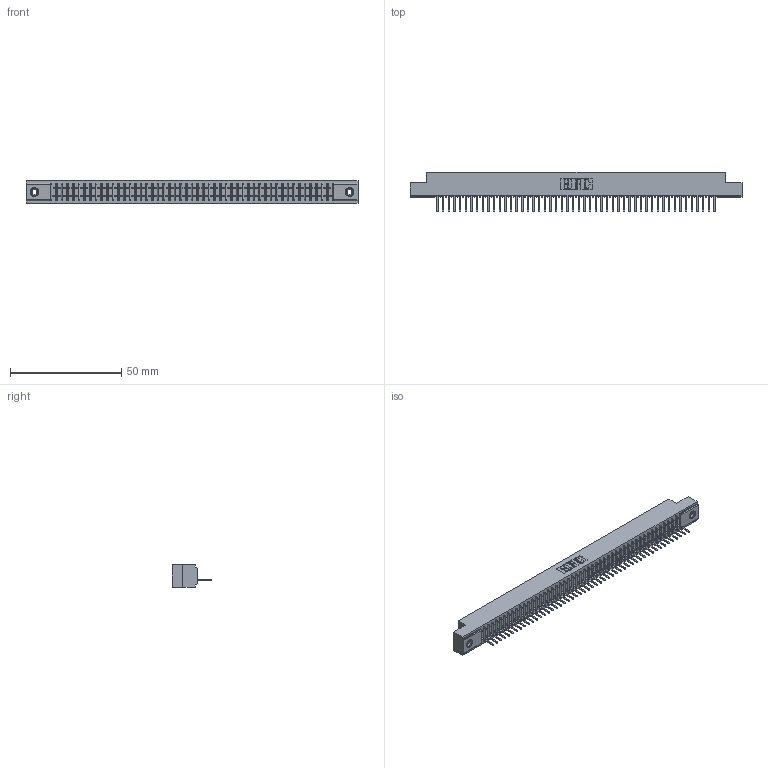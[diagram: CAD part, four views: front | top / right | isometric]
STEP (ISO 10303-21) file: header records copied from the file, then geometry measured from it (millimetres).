
FILE_DESCRIPTION (( 'STEP AP203' ), '1' );
FILE_NAME ('391-050-521-108.STEP', '2018-08-09T05:00:25', ( '' ), ( '' ), 'SwSTEP 2.0', 'SolidWorks 2016', '' );
FILE_SCHEMA (( 'CONFIG_CONTROL_DESIGN' ));
Length unit declared in the file: inch
Products named in the file (4): 341 Part_.156 (3.96) Dia Mounting Holes; 341-292-001_341-292-121; 345-250-001_345-250-003-102; 391-050-521-108
Assembly tree (53 placements, depth 2):
  391-050-521-108
    341 Part_.156 (3.96) Dia Mounting Holes
    341-292-001_341-292-121  x50
    345-250-001_345-250-003-102  x2
Bounding box: 149.22 x 17.7 x 10.16 mm (x, y, z)
Volume: 495.1 mm3; surface area: 16986.8 mm2
Topology: 52 solids, 53 shells, 4274 faces, 12302 edges, 7890 vertices
Faces by surface type: plane 2648, cylinder 1410, sphere 102, torus 102, cone 12
Entity records: 59030 total; most frequent: CARTESIAN_POINT 10011, ORIENTED_EDGE 9992, DIRECTION 9668, EDGE_CURVE 4996, VECTOR 4042, LINE 4042, VERTEX_POINT 3156, AXIS2_PLACEMENT_3D 2813
